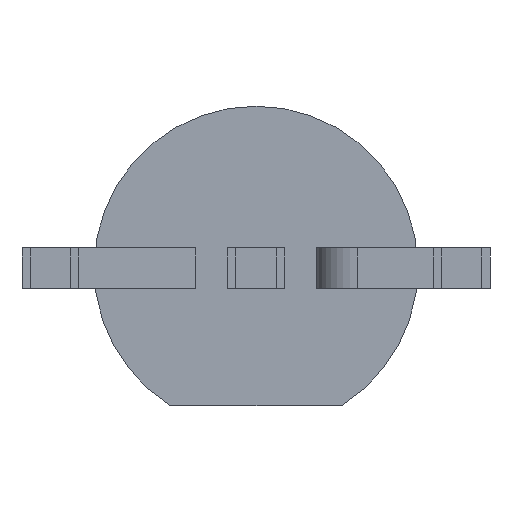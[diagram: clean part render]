
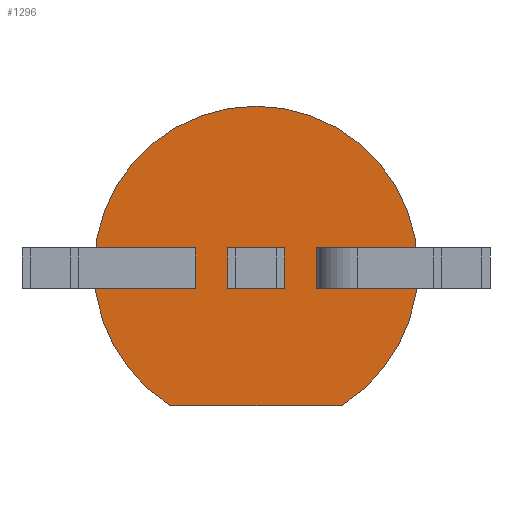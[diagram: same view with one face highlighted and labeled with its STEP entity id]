
A CAD part, front view. The second image highlights one B-rep face of the part: STEP entity #1296.
In plain terms, the highlighted planar face has unit normal (0, -1, 0).
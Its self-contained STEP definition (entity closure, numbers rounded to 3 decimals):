
#45=FACE_BOUND('',#195,.T.);
#46=FACE_BOUND('',#196,.T.);
#47=FACE_BOUND('',#197,.T.);
#50=PLANE('',#1425);
#121=FACE_OUTER_BOUND('',#194,.T.);
#194=EDGE_LOOP('',(#944,#945));
#195=EDGE_LOOP('',(#946,#947,#948,#949));
#196=EDGE_LOOP('',(#950,#951,#952,#953));
#197=EDGE_LOOP('',(#954,#955,#956,#957));
#268=LINE('',#1878,#442);
#269=LINE('',#1882,#443);
#270=LINE('',#1884,#444);
#271=LINE('',#1886,#445);
#272=LINE('',#1887,#446);
#273=LINE('',#1890,#447);
#274=LINE('',#1892,#448);
#275=LINE('',#1894,#449);
#276=LINE('',#1895,#450);
#277=LINE('',#1898,#451);
#278=LINE('',#1900,#452);
#279=LINE('',#1902,#453);
#280=LINE('',#1903,#454);
#442=VECTOR('',#1531,1000.);
#443=VECTOR('',#1534,1000.);
#444=VECTOR('',#1535,1000.);
#445=VECTOR('',#1536,1000.);
#446=VECTOR('',#1537,1000.);
#447=VECTOR('',#1538,1000.);
#448=VECTOR('',#1539,1000.);
#449=VECTOR('',#1540,1000.);
#450=VECTOR('',#1541,1000.);
#451=VECTOR('',#1542,1000.);
#452=VECTOR('',#1543,1000.);
#453=VECTOR('',#1544,1000.);
#454=VECTOR('',#1545,1000.);
#615=CIRCLE('',#1419,2.);
#623=VERTEX_POINT('',#1864);
#624=VERTEX_POINT('',#1865);
#628=VERTEX_POINT('',#1880);
#629=VERTEX_POINT('',#1881);
#630=VERTEX_POINT('',#1883);
#631=VERTEX_POINT('',#1885);
#632=VERTEX_POINT('',#1888);
#633=VERTEX_POINT('',#1889);
#634=VERTEX_POINT('',#1891);
#635=VERTEX_POINT('',#1893);
#636=VERTEX_POINT('',#1896);
#637=VERTEX_POINT('',#1897);
#638=VERTEX_POINT('',#1899);
#639=VERTEX_POINT('',#1901);
#746=EDGE_CURVE('',#623,#624,#615,.T.);
#752=EDGE_CURVE('',#623,#624,#268,.T.);
#753=EDGE_CURVE('',#628,#629,#269,.T.);
#754=EDGE_CURVE('',#630,#628,#270,.T.);
#755=EDGE_CURVE('',#631,#630,#271,.T.);
#756=EDGE_CURVE('',#629,#631,#272,.T.);
#757=EDGE_CURVE('',#632,#633,#273,.T.);
#758=EDGE_CURVE('',#634,#632,#274,.T.);
#759=EDGE_CURVE('',#635,#634,#275,.T.);
#760=EDGE_CURVE('',#633,#635,#276,.T.);
#761=EDGE_CURVE('',#636,#637,#277,.T.);
#762=EDGE_CURVE('',#638,#636,#278,.T.);
#763=EDGE_CURVE('',#639,#638,#279,.T.);
#764=EDGE_CURVE('',#637,#639,#280,.T.);
#944=ORIENTED_EDGE('',*,*,#746,.F.);
#945=ORIENTED_EDGE('',*,*,#752,.T.);
#946=ORIENTED_EDGE('',*,*,#753,.F.);
#947=ORIENTED_EDGE('',*,*,#754,.F.);
#948=ORIENTED_EDGE('',*,*,#755,.F.);
#949=ORIENTED_EDGE('',*,*,#756,.F.);
#950=ORIENTED_EDGE('',*,*,#757,.F.);
#951=ORIENTED_EDGE('',*,*,#758,.F.);
#952=ORIENTED_EDGE('',*,*,#759,.F.);
#953=ORIENTED_EDGE('',*,*,#760,.F.);
#954=ORIENTED_EDGE('',*,*,#761,.F.);
#955=ORIENTED_EDGE('',*,*,#762,.F.);
#956=ORIENTED_EDGE('',*,*,#763,.F.);
#957=ORIENTED_EDGE('',*,*,#764,.F.);
#1296=ADVANCED_FACE('',(#121,#45,#46,#47),#50,.F.);
#1419=AXIS2_PLACEMENT_3D('',#1866,#1516,#1517);
#1425=AXIS2_PLACEMENT_3D('',#1879,#1532,#1533);
#1516=DIRECTION('center_axis',(0.,1.,0.));
#1517=DIRECTION('ref_axis',(0.,0.,1.));
#1531=DIRECTION('',(1.,0.,0.));
#1532=DIRECTION('center_axis',(0.,1.,0.));
#1533=DIRECTION('ref_axis',(0.,0.,1.));
#1534=DIRECTION('',(0.,0.,1.));
#1535=DIRECTION('',(1.,0.,0.));
#1536=DIRECTION('',(0.,0.,-1.));
#1537=DIRECTION('',(-1.,0.,0.));
#1538=DIRECTION('',(0.,0.,1.));
#1539=DIRECTION('',(1.,0.,0.));
#1540=DIRECTION('',(0.,0.,-1.));
#1541=DIRECTION('',(-1.,0.,0.));
#1542=DIRECTION('',(0.,0.,1.));
#1543=DIRECTION('',(1.,0.,0.));
#1544=DIRECTION('',(0.,0.,-1.));
#1545=DIRECTION('',(-1.,0.,0.));
#1864=CARTESIAN_POINT('',(-1.054,0.,-1.7));
#1865=CARTESIAN_POINT('',(1.054,0.,-1.7));
#1866=CARTESIAN_POINT('Origin',(0.,0.,0.));
#1878=CARTESIAN_POINT('',(-1.054,0.,-1.7));
#1879=CARTESIAN_POINT('Origin',(0.,0.,0.));
#1880=CARTESIAN_POINT('',(1.25,0.,-0.25));
#1881=CARTESIAN_POINT('',(1.25,0.,0.25));
#1882=CARTESIAN_POINT('',(1.25,0.,0.));
#1883=CARTESIAN_POINT('',(0.75,0.,-0.25));
#1884=CARTESIAN_POINT('',(0.,0.,-0.25));
#1885=CARTESIAN_POINT('',(0.75,0.,0.25));
#1886=CARTESIAN_POINT('',(0.75,0.,0.));
#1887=CARTESIAN_POINT('',(0.,0.,0.25));
#1888=CARTESIAN_POINT('',(0.25,0.,-0.25));
#1889=CARTESIAN_POINT('',(0.25,0.,0.25));
#1890=CARTESIAN_POINT('',(0.25,0.,0.));
#1891=CARTESIAN_POINT('',(-0.25,0.,-0.25));
#1892=CARTESIAN_POINT('',(0.,0.,-0.25));
#1893=CARTESIAN_POINT('',(-0.25,0.,0.25));
#1894=CARTESIAN_POINT('',(-0.25,0.,0.));
#1895=CARTESIAN_POINT('',(0.,0.,0.25));
#1896=CARTESIAN_POINT('',(-0.75,0.,-0.25));
#1897=CARTESIAN_POINT('',(-0.75,0.,0.25));
#1898=CARTESIAN_POINT('',(-0.75,0.,0.));
#1899=CARTESIAN_POINT('',(-1.25,0.,-0.25));
#1900=CARTESIAN_POINT('',(0.,0.,-0.25));
#1901=CARTESIAN_POINT('',(-1.25,0.,0.25));
#1902=CARTESIAN_POINT('',(-1.25,0.,0.));
#1903=CARTESIAN_POINT('',(0.,0.,0.25));
